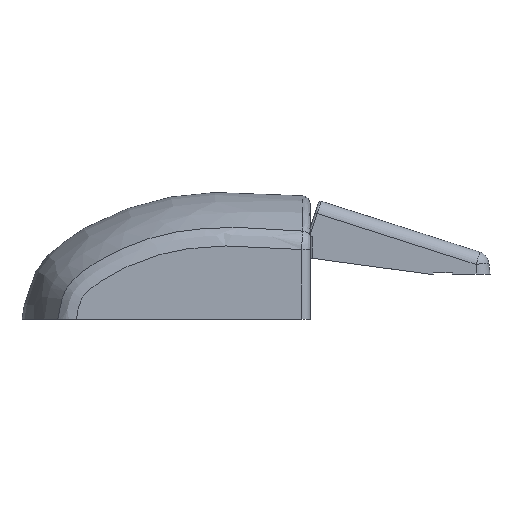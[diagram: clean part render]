
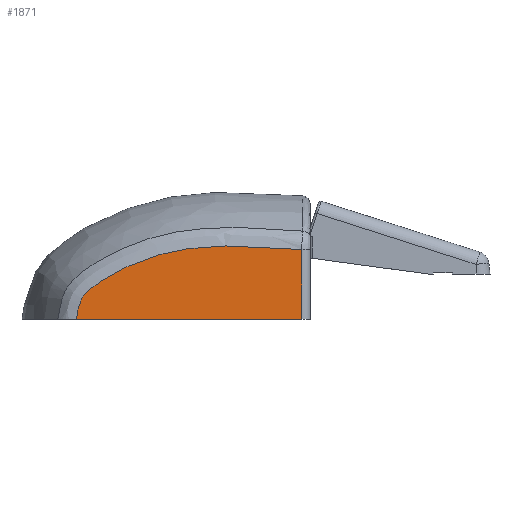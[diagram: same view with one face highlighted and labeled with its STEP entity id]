
A CAD part, left-side view. The second image highlights one B-rep face of the part: STEP entity #1871.
In plain terms, the highlighted planar face has unit normal (-1, 0, 0).
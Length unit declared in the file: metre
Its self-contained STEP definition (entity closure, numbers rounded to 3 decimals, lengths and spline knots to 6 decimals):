
#168=B_SPLINE_CURVE_WITH_KNOTS('',3,(#3190,#3191,#3192,#3193,#3194,#3195,
#3196,#3197,#3198,#3199,#3200,#3201,#3202,#3203,#3204,#3205,#3206,#3207),
 .UNSPECIFIED.,.F.,.F.,(4,1,1,1,1,1,1,1,1,1,1,1,1,1,1,4),(0.002007,
0.016857,0.024282,0.031707,0.035419,
0.039132,0.042845,0.046557,0.05027,
0.052126,0.053982,0.05491,0.055838,
0.057695,0.059551,0.061407),.UNSPECIFIED.);
#215=LINE('',#3185,#381);
#216=LINE('',#3188,#382);
#381=VECTOR('',#2226,1.);
#382=VECTOR('',#2227,1.);
#585=ORIENTED_EDGE('',*,*,#1163,.T.);
#586=ORIENTED_EDGE('',*,*,#1164,.T.);
#587=ORIENTED_EDGE('',*,*,#1165,.T.);
#1163=EDGE_CURVE('',#1450,#1451,#215,.F.);
#1164=EDGE_CURVE('',#1451,#1452,#216,.T.);
#1165=EDGE_CURVE('',#1452,#1450,#168,.T.);
#1450=VERTEX_POINT('',#3186);
#1451=VERTEX_POINT('',#3187);
#1452=VERTEX_POINT('',#3189);
#1588=EDGE_LOOP('',(#585,#586,#587));
#1703=FACE_BOUND('',#1588,.T.);
#1815=PLANE('',#2003);
#1871=ADVANCED_FACE('',(#1703),#1815,.F.);
#2003=AXIS2_PLACEMENT_3D('',#3184,#2224,#2225);
#2224=DIRECTION('',(1.,0.,0.));
#2225=DIRECTION('',(0.,0.,-1.));
#2226=DIRECTION('',(0.,1.,0.));
#2227=DIRECTION('',(0.,0.,1.));
#3184=CARTESIAN_POINT('',(-0.016081,-0.026655,0.012922));
#3185=CARTESIAN_POINT('',(-0.016081,-0.026655,0.));
#3186=CARTESIAN_POINT('',(-0.016081,0.027932,0.));
#3187=CARTESIAN_POINT('',(-0.016081,-0.024655,0.));
#3188=CARTESIAN_POINT('',(-0.016081,-0.024655,0.016154));
#3189=CARTESIAN_POINT('',(-0.016081,-0.024655,0.016321));
#3190=CARTESIAN_POINT('',(-0.016081,-0.024655,0.016321));
#3191=CARTESIAN_POINT('',(-0.016081,-0.019721,0.016727));
#3192=CARTESIAN_POINT('',(-0.016081,-0.012293,0.017271));
#3193=CARTESIAN_POINT('',(-0.016081,-0.002467,0.017099));
#3194=CARTESIAN_POINT('',(-0.016081,0.003614,0.016333));
#3195=CARTESIAN_POINT('',(-0.016081,0.008425,0.015186));
#3196=CARTESIAN_POINT('',(-0.016081,0.012016,0.014033));
#3197=CARTESIAN_POINT('',(-0.016081,0.015481,0.012632));
#3198=CARTESIAN_POINT('',(-0.016081,0.018837,0.010999));
#3199=CARTESIAN_POINT('',(-0.016081,0.021529,0.009415));
#3200=CARTESIAN_POINT('',(-0.016081,0.023586,0.007957));
#3201=CARTESIAN_POINT('',(-0.016081,0.024794,0.00696));
#3202=CARTESIAN_POINT('',(-0.016081,0.025695,0.006075));
#3203=CARTESIAN_POINT('',(-0.016081,0.026532,0.00514));
#3204=CARTESIAN_POINT('',(-0.016081,0.027181,0.003675));
#3205=CARTESIAN_POINT('',(-0.016081,0.027617,0.001856));
#3206=CARTESIAN_POINT('',(-0.016081,0.027832,0.00062));
#3207=CARTESIAN_POINT('',(-0.016081,0.027932,0.));
